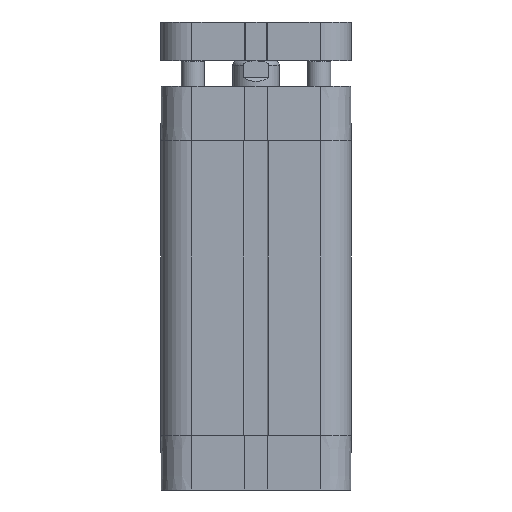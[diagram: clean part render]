
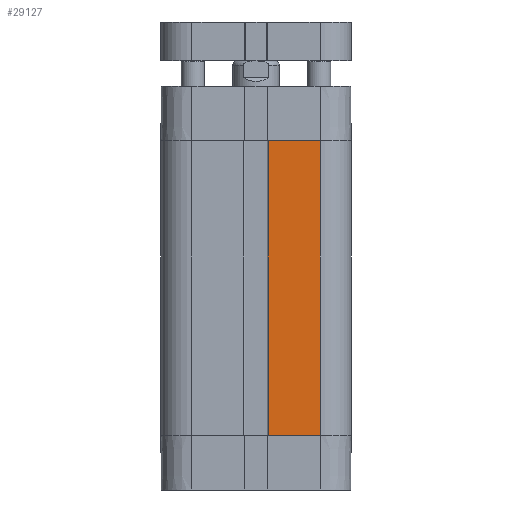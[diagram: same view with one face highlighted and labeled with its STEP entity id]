
A CAD part, left-side view. The second image highlights one B-rep face of the part: STEP entity #29127.
In plain terms, the highlighted planar face has unit normal (-1, 0, 0).
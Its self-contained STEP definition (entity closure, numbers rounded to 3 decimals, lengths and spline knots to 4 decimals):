
#1079=LINE($,#52160,#3334);
#1114=LINE($,#52289,#3369);
#1116=LINE($,#52295,#3371);
#1117=LINE($,#52296,#3372);
#3334=VECTOR($,#32904,1.34);
#3369=VECTOR($,#33011,7.58);
#3371=VECTOR($,#33017,7.58);
#3372=VECTOR($,#33018,1.34);
#7068=PLANE($,#30244);
#8785=FACE_OUTER_BOUND($,#10498,.T.);
#10498=EDGE_LOOP($,(#24130,#24131,#24132,#24133));
#13644=VERTEX_POINT($,#52157);
#13645=VERTEX_POINT($,#52159);
#13703=VERTEX_POINT($,#52288);
#13705=VERTEX_POINT($,#52294);
#17368=EDGE_CURVE($,#13644,#13645,#1079,.T.);
#17433=EDGE_CURVE($,#13645,#13703,#1114,.T.);
#17436=EDGE_CURVE($,#13644,#13705,#1116,.T.);
#17437=EDGE_CURVE($,#13705,#13703,#1117,.T.);
#24130=ORIENTED_EDGE($,*,*,#17433,.F.);
#24131=ORIENTED_EDGE($,*,*,#17368,.F.);
#24132=ORIENTED_EDGE($,*,*,#17436,.T.);
#24133=ORIENTED_EDGE($,*,*,#17437,.T.);
#29127=ADVANCED_FACE($,(#8785),#7068,.T.);
#30244=AXIS2_PLACEMENT_3D($,#52293,#33015,#33016);
#32904=DIRECTION($,(0.,1.,0.));
#33011=DIRECTION($,(0.,0.,1.));
#33015=DIRECTION('center_axis',(-1.,0.,0.));
#33016=DIRECTION('ref_axis',(0.,0.,-1.));
#33017=DIRECTION($,(0.,0.,1.));
#33018=DIRECTION($,(0.,1.,0.));
#52157=CARTESIAN_POINT('',(-2.45,-1.65,1.41));
#52159=CARTESIAN_POINT('',(-2.45,-0.31,1.41));
#52160=CARTESIAN_POINT($,(-2.45,-1.65,1.41));
#52288=CARTESIAN_POINT('',(-2.45,-0.31,8.99));
#52289=CARTESIAN_POINT($,(-2.45,-0.31,1.41));
#52293=CARTESIAN_POINT('Origin',(-2.45,-1.65,1.41));
#52294=CARTESIAN_POINT('',(-2.45,-1.65,8.99));
#52295=CARTESIAN_POINT($,(-2.45,-1.65,1.41));
#52296=CARTESIAN_POINT($,(-2.45,-1.65,8.99));
